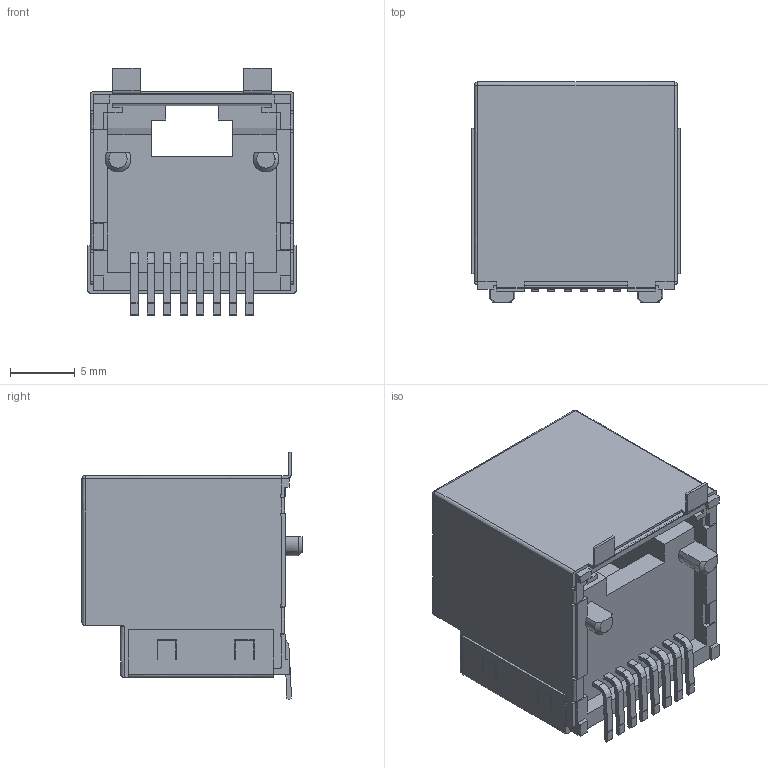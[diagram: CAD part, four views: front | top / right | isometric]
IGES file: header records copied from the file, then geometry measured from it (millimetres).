
Start section:  PTC IGES file: nn310a039.igs
Global section: file name: nn310a039.igs; native system: Pro/ENGINEER by Parametric Technology Corporation; preprocessor: 2007370; author: xiaohui; organization: Unknown; date: 20191128.154303; units: millimetre
Bounding box: 16.1 x 17 x 19.12 mm (x, y, z)
Surface area: 2501.8 mm2 (no closed solid volume)
Topology: 0 solids, 0 shells, 376 faces, 2196 edges, 2194 vertices
Faces by surface type: bspline 376
